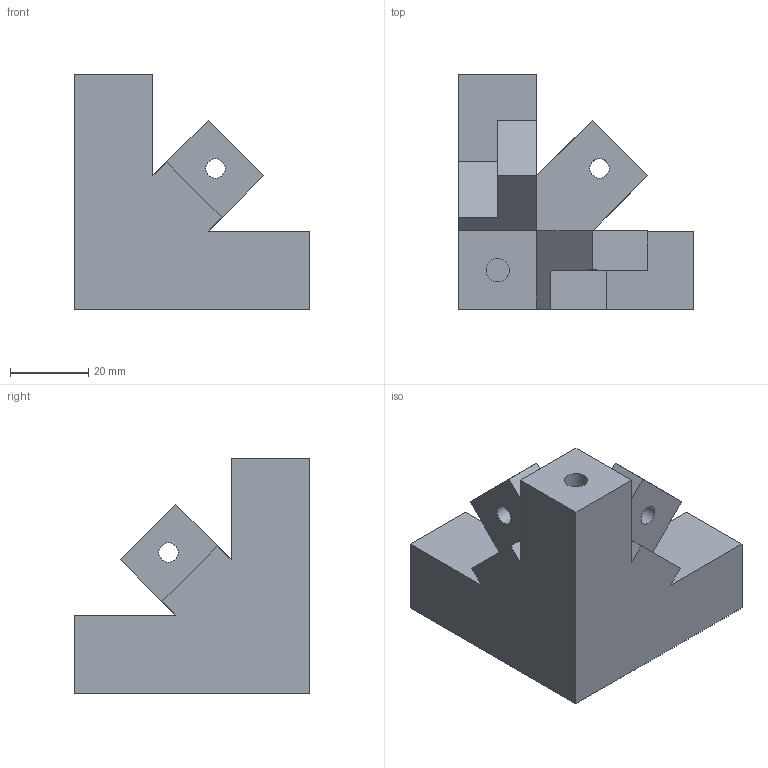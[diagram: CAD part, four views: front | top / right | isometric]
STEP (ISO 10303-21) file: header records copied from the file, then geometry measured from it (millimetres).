
FILE_DESCRIPTION(/* description */ (''),/* implementation_level */ '2;1');
FILE_NAME(/* name */ 'GyroQube_Seite_Connector.step',/* time_stamp */ '2024-01-10T11:43:40+01:00',/* author */ (''),/* organization */ (''),/* preprocessor_version */ 'ST-DEVELOPER v20',/* originating_system */ 'Autodesk Translation Framework v12.14.0.127',/* authorisation */ '');
FILE_SCHEMA (('AUTOMOTIVE_DESIGN { 1 0 10303 214 3 1 1 }'));
Length unit declared in the file: millimetre
Products named in the file (1): Würfel_Final_Komplett
Bounding box: 60 x 60 x 60 mm (x, y, z)
Volume: 75562.7 mm3; surface area: 16921.9 mm2
Topology: 1 solids, 1 shells, 39 faces, 93 edges, 59 vertices
Faces by surface type: plane 33, cylinder 6
Full cylindrical faces by diameter (mm): 5 x3, 6 x3
Entity records: 1152 total; most frequent: CARTESIAN_POINT 192, ORIENTED_EDGE 186, DIRECTION 185, EDGE_CURVE 93, LINE 81, VECTOR 81, VERTEX_POINT 59, AXIS2_PLACEMENT_3D 52
